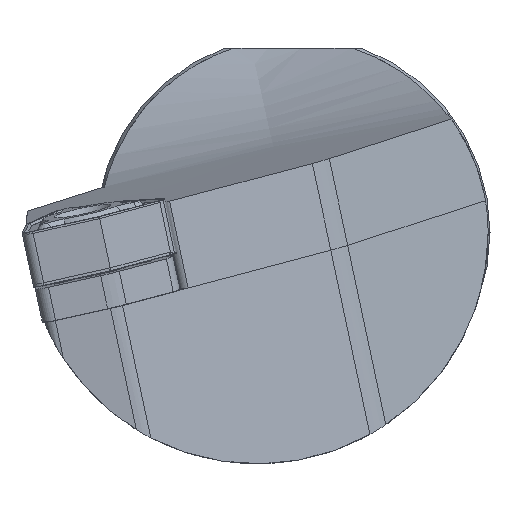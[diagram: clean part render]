
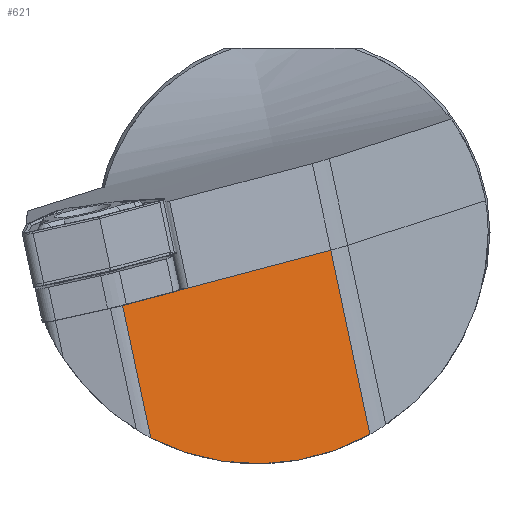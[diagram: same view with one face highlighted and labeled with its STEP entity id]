
A CAD part, left-side view. The second image highlights one B-rep face of the part: STEP entity #621.
In plain terms, the highlighted planar face has unit normal (-0.901, -0.433, -0.005).
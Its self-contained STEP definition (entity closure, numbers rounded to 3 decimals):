
#557=ELLIPSE('',#2619,20.802,18.75);
#621=ADVANCED_FACE('',(#809),#739,.F.);
#739=PLANE('',#2624);
#809=FACE_OUTER_BOUND('',#917,.T.);
#917=EDGE_LOOP('',(#1418,#1419,#1420,#1421,#1422,#1423));
#1043=LINE('',#3407,#1215);
#1053=LINE('',#3525,#1225);
#1054=LINE('',#3527,#1226);
#1055=LINE('',#3529,#1227);
#1056=LINE('',#3530,#1228);
#1215=VECTOR('',#2817,1.);
#1225=VECTOR('',#2863,1.);
#1226=VECTOR('',#2864,1.);
#1227=VECTOR('',#2865,1.);
#1228=VECTOR('',#2866,1.);
#1418=ORIENTED_EDGE('',*,*,#2245,.F.);
#1419=ORIENTED_EDGE('',*,*,#2215,.T.);
#1420=ORIENTED_EDGE('',*,*,#2246,.T.);
#1421=ORIENTED_EDGE('',*,*,#2247,.F.);
#1422=ORIENTED_EDGE('',*,*,#2237,.T.);
#1423=ORIENTED_EDGE('',*,*,#2248,.T.);
#2009=VERTEX_POINT('',#3405);
#2011=VERTEX_POINT('',#3408);
#2032=VERTEX_POINT('',#3467);
#2033=VERTEX_POINT('',#3469);
#2040=VERTEX_POINT('',#3526);
#2041=VERTEX_POINT('',#3528);
#2215=EDGE_CURVE('',#2011,#2009,#1043,.T.);
#2237=EDGE_CURVE('',#2033,#2032,#557,.T.);
#2245=EDGE_CURVE('',#2011,#2040,#1053,.T.);
#2246=EDGE_CURVE('',#2009,#2041,#1054,.T.);
#2247=EDGE_CURVE('',#2033,#2041,#1055,.T.);
#2248=EDGE_CURVE('',#2032,#2040,#1056,.T.);
#2619=AXIS2_PLACEMENT_3D('',#3468,#2853,#2854);
#2624=AXIS2_PLACEMENT_3D('',#3531,#2867,#2868);
#2817=DIRECTION('',(-0.42,0.877,-0.232));
#2853=DIRECTION('',(-0.901,-0.433,-0.005));
#2854=DIRECTION('',(-0.433,0.901,0.01));
#2863=DIRECTION('',(0.42,-0.877,0.232));
#2864=DIRECTION('',(-0.42,0.877,-0.232));
#2865=DIRECTION('',(-0.105,0.207,0.973));
#2866=DIRECTION('',(-0.105,0.207,0.973));
#2867=DIRECTION('',(0.901,0.433,0.005));
#2868=DIRECTION('',(0.433,-0.901,0.));
#3405=CARTESIAN_POINT('',(4.156,9.268,-4.667));
#3407=CARTESIAN_POINT('',(10.069,-3.073,-1.408));
#3408=CARTESIAN_POINT('',(4.517,8.516,-4.468));
#3467=CARTESIAN_POINT('',(11.676,-6.252,-16.365));
#3468=CARTESIAN_POINT('',(7.191,2.9,0.));
#3469=CARTESIAN_POINT('',(3.125,11.547,-16.637));
#3525=CARTESIAN_POINT('',(10.069,-3.073,-1.408));
#3526=CARTESIAN_POINT('',(10.069,-3.073,-1.408));
#3527=CARTESIAN_POINT('',(10.069,-3.073,-1.408));
#3528=CARTESIAN_POINT('',(1.968,13.835,-5.873));
#3529=CARTESIAN_POINT('',(-34.738,86.446,335.735));
#3530=CARTESIAN_POINT('',(-26.638,69.538,340.199));
#3531=CARTESIAN_POINT('',(-26.638,69.538,340.199));
